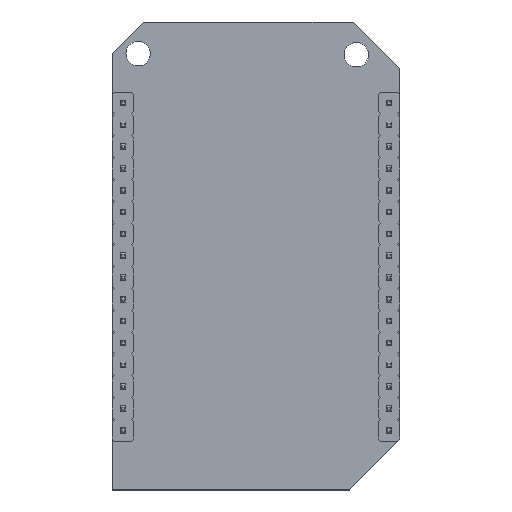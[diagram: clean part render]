
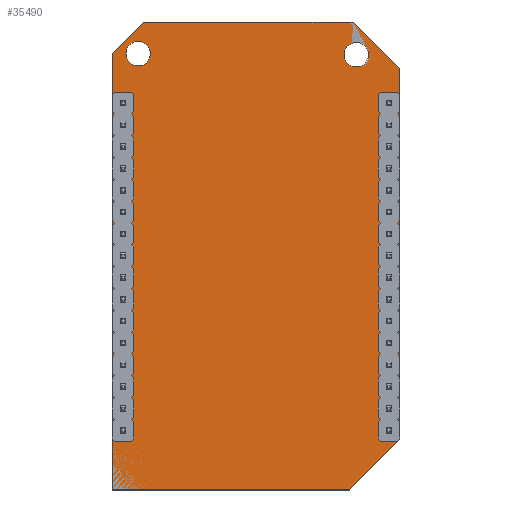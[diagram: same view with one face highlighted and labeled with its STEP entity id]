
A CAD part, top view. The second image highlights one B-rep face of the part: STEP entity #35490.
In plain terms, the highlighted face is planar.
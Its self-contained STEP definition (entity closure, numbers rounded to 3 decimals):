
#35329 = VERTEX_POINT('',#35330);
#35330 = CARTESIAN_POINT('',(-23.525,39.9,0.));
#35336 = EDGE_CURVE('',#35329,#35337,#35339,.T.);
#35337 = VERTEX_POINT('',#35338);
#35338 = CARTESIAN_POINT('',(-21.275,39.9,0.));
#35339 = CIRCLE('',#35340,1.125);
#35340 = AXIS2_PLACEMENT_3D('',#35341,#35342,#35343);
#35341 = CARTESIAN_POINT('',(-22.4,39.9,0.));
#35342 = DIRECTION('',(0.,0.,1.));
#35343 = DIRECTION('',(1.,0.,-0.));
#35371 = VERTEX_POINT('',#35372);
#35372 = CARTESIAN_POINT('',(-3.525,40.,0.));
#35378 = EDGE_CURVE('',#35371,#35379,#35381,.T.);
#35379 = VERTEX_POINT('',#35380);
#35380 = CARTESIAN_POINT('',(-1.275,40.,0.));
#35381 = CIRCLE('',#35382,1.125);
#35382 = AXIS2_PLACEMENT_3D('',#35383,#35384,#35385);
#35383 = CARTESIAN_POINT('',(-2.4,40.,0.));
#35384 = DIRECTION('',(0.,0.,1.));
#35385 = DIRECTION('',(1.,0.,-0.));
#35490 = ADVANCED_FACE('',(#35491,#35549,#35559),#35569,.F.);
#35491 = FACE_BOUND('',#35492,.T.);
#35492 = EDGE_LOOP('',(#35493,#35503,#35511,#35519,#35527,#35535,#35543)
  );
#35493 = ORIENTED_EDGE('',*,*,#35494,.F.);
#35494 = EDGE_CURVE('',#35495,#35497,#35499,.T.);
#35495 = VERTEX_POINT('',#35496);
#35496 = CARTESIAN_POINT('',(0.,0.,0.));
#35497 = VERTEX_POINT('',#35498);
#35498 = CARTESIAN_POINT('',(0.,40.,0.));
#35499 = LINE('',#35500,#35501);
#35500 = CARTESIAN_POINT('',(0.,40.,0.));
#35501 = VECTOR('',#35502,1.);
#35502 = DIRECTION('',(0.,1.,-0.));
#35503 = ORIENTED_EDGE('',*,*,#35504,.F.);
#35504 = EDGE_CURVE('',#35505,#35495,#35507,.T.);
#35505 = VERTEX_POINT('',#35506);
#35506 = CARTESIAN_POINT('',(-21.733,0.,0.));
#35507 = LINE('',#35508,#35509);
#35508 = CARTESIAN_POINT('',(-21.733,0.,0.));
#35509 = VECTOR('',#35510,1.);
#35510 = DIRECTION('',(1.,0.,0.));
#35511 = ORIENTED_EDGE('',*,*,#35512,.F.);
#35512 = EDGE_CURVE('',#35513,#35505,#35515,.T.);
#35513 = VERTEX_POINT('',#35514);
#35514 = CARTESIAN_POINT('',(-26.4,4.667,0.));
#35515 = LINE('',#35516,#35517);
#35516 = CARTESIAN_POINT('',(-26.4,4.667,0.));
#35517 = VECTOR('',#35518,1.);
#35518 = DIRECTION('',(0.707,-0.707,0.));
#35519 = ORIENTED_EDGE('',*,*,#35520,.F.);
#35520 = EDGE_CURVE('',#35521,#35513,#35523,.T.);
#35521 = VERTEX_POINT('',#35522);
#35522 = CARTESIAN_POINT('',(-26.4,38.6,0.));
#35523 = LINE('',#35524,#35525);
#35524 = CARTESIAN_POINT('',(-26.4,4.667,0.));
#35525 = VECTOR('',#35526,1.);
#35526 = DIRECTION('',(0.,-1.,-0.));
#35527 = ORIENTED_EDGE('',*,*,#35528,.F.);
#35528 = EDGE_CURVE('',#35529,#35521,#35531,.T.);
#35529 = VERTEX_POINT('',#35530);
#35530 = CARTESIAN_POINT('',(-22.1,42.9,0.));
#35531 = LINE('',#35532,#35533);
#35532 = CARTESIAN_POINT('',(-26.4,38.6,0.));
#35533 = VECTOR('',#35534,1.);
#35534 = DIRECTION('',(-0.707,-0.707,-0.));
#35535 = ORIENTED_EDGE('',*,*,#35536,.F.);
#35536 = EDGE_CURVE('',#35537,#35529,#35539,.T.);
#35537 = VERTEX_POINT('',#35538);
#35538 = CARTESIAN_POINT('',(-2.9,42.9,0.));
#35539 = LINE('',#35540,#35541);
#35540 = CARTESIAN_POINT('',(-22.1,42.9,0.));
#35541 = VECTOR('',#35542,1.);
#35542 = DIRECTION('',(-1.,-0.,-0.));
#35543 = ORIENTED_EDGE('',*,*,#35544,.F.);
#35544 = EDGE_CURVE('',#35497,#35537,#35545,.T.);
#35545 = LINE('',#35546,#35547);
#35546 = CARTESIAN_POINT('',(-2.9,42.9,0.));
#35547 = VECTOR('',#35548,1.);
#35548 = DIRECTION('',(-0.707,0.707,-0.));
#35549 = FACE_BOUND('',#35550,.T.);
#35550 = EDGE_LOOP('',(#35551,#35552));
#35551 = ORIENTED_EDGE('',*,*,#35378,.T.);
#35552 = ORIENTED_EDGE('',*,*,#35553,.T.);
#35553 = EDGE_CURVE('',#35379,#35371,#35554,.T.);
#35554 = CIRCLE('',#35555,1.125);
#35555 = AXIS2_PLACEMENT_3D('',#35556,#35557,#35558);
#35556 = CARTESIAN_POINT('',(-2.4,40.,0.));
#35557 = DIRECTION('',(0.,0.,1.));
#35558 = DIRECTION('',(1.,0.,-0.));
#35559 = FACE_BOUND('',#35560,.T.);
#35560 = EDGE_LOOP('',(#35561,#35562));
#35561 = ORIENTED_EDGE('',*,*,#35336,.T.);
#35562 = ORIENTED_EDGE('',*,*,#35563,.T.);
#35563 = EDGE_CURVE('',#35337,#35329,#35564,.T.);
#35564 = CIRCLE('',#35565,1.125);
#35565 = AXIS2_PLACEMENT_3D('',#35566,#35567,#35568);
#35566 = CARTESIAN_POINT('',(-22.4,39.9,0.));
#35567 = DIRECTION('',(0.,0.,1.));
#35568 = DIRECTION('',(1.,0.,-0.));
#35569 = PLANE('',#35570);
#35570 = AXIS2_PLACEMENT_3D('',#35571,#35572,#35573);
#35571 = CARTESIAN_POINT('',(0.,0.,0.));
#35572 = DIRECTION('',(0.,0.,1.));
#35573 = DIRECTION('',(1.,0.,-0.));
